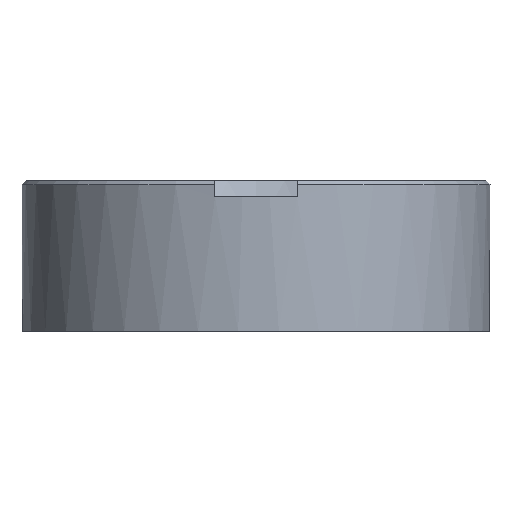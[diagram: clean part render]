
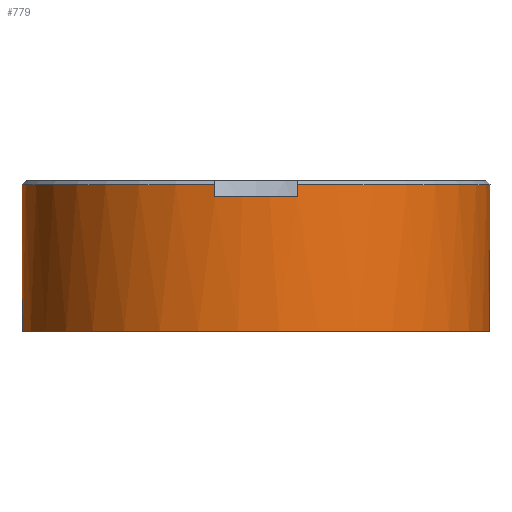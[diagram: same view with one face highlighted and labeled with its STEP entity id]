
A CAD part, left-side view. The second image highlights one B-rep face of the part: STEP entity #779.
In plain terms, the highlighted cylindrical face has radius 22.8 mm (diameter 45.6 mm), a full revolution.
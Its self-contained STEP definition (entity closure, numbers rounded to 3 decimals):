
#105 = VERTEX_POINT('',#106);
#106 = CARTESIAN_POINT('',(14.687,17.439,15.6));
#113 = EDGE_CURVE('',#105,#114,#116,.T.);
#114 = VERTEX_POINT('',#115);
#115 = CARTESIAN_POINT('',(14.687,17.439,14.4));
#116 = LINE('',#117,#118);
#117 = CARTESIAN_POINT('',(14.687,17.439,
    0.));
#118 = VECTOR('',#119,1.);
#119 = DIRECTION('',(-0.,-0.,-1.));
#171 = VERTEX_POINT('',#172);
#172 = CARTESIAN_POINT('',(22.8,0.,15.6));
#180 = EDGE_CURVE('',#171,#105,#181,.T.);
#181 = CIRCLE('',#182,22.8);
#182 = AXIS2_PLACEMENT_3D('',#183,#184,#185);
#183 = CARTESIAN_POINT('',(0.,0.,15.6));
#184 = DIRECTION('',(0.,0.,1.));
#185 = DIRECTION('',(1.,0.,0.));
#254 = VERTEX_POINT('',#255);
#255 = CARTESIAN_POINT('',(14.687,-17.439,15.6));
#264 = EDGE_CURVE('',#254,#171,#265,.T.);
#265 = CIRCLE('',#266,22.8);
#266 = AXIS2_PLACEMENT_3D('',#267,#268,#269);
#267 = CARTESIAN_POINT('',(0.,0.,15.6));
#268 = DIRECTION('',(-0.,0.,1.));
#269 = DIRECTION('',(0.644,-0.765,0.));
#721 = VERTEX_POINT('',#722);
#722 = CARTESIAN_POINT('',(14.687,-17.439,14.4));
#728 = EDGE_CURVE('',#254,#721,#729,.T.);
#729 = LINE('',#730,#731);
#730 = CARTESIAN_POINT('',(14.687,-17.439,
    0.));
#731 = VECTOR('',#732,1.);
#732 = DIRECTION('',(-0.,-0.,-1.));
#779 = ADVANCED_FACE('',(#780),#911,.T.);
#780 = FACE_BOUND('',#781,.F.);
#781 = EDGE_LOOP('',(#782,#783,#791,#800,#808,#817,#825,#832,#833,#834,
    #835,#844,#852,#861,#869,#878,#886,#895,#903,#910));
#782 = ORIENTED_EDGE('',*,*,#264,.T.);
#783 = ORIENTED_EDGE('',*,*,#784,.F.);
#784 = EDGE_CURVE('',#785,#171,#787,.T.);
#785 = VERTEX_POINT('',#786);
#786 = CARTESIAN_POINT('',(22.8,0.,10.));
#787 = LINE('',#788,#789);
#788 = CARTESIAN_POINT('',(22.8,0.,0.));
#789 = VECTOR('',#790,1.);
#790 = DIRECTION('',(0.,0.,1.));
#791 = ORIENTED_EDGE('',*,*,#792,.T.);
#792 = EDGE_CURVE('',#785,#793,#795,.T.);
#793 = VERTEX_POINT('',#794);
#794 = CARTESIAN_POINT('',(13.169,-18.612,10.));
#795 = CIRCLE('',#796,22.8);
#796 = AXIS2_PLACEMENT_3D('',#797,#798,#799);
#797 = CARTESIAN_POINT('',(0.,0.,10.));
#798 = DIRECTION('',(0.,0.,-1.));
#799 = DIRECTION('',(1.,0.,0.));
#800 = ORIENTED_EDGE('',*,*,#801,.F.);
#801 = EDGE_CURVE('',#802,#793,#804,.T.);
#802 = VERTEX_POINT('',#803);
#803 = CARTESIAN_POINT('',(13.169,-18.612,1.3));
#804 = LINE('',#805,#806);
#805 = CARTESIAN_POINT('',(13.169,-18.612,0.));
#806 = VECTOR('',#807,1.);
#807 = DIRECTION('',(0.,0.,1.));
#808 = ORIENTED_EDGE('',*,*,#809,.T.);
#809 = EDGE_CURVE('',#802,#810,#812,.T.);
#810 = VERTEX_POINT('',#811);
#811 = CARTESIAN_POINT('',(15.839,16.4,1.3));
#812 = CIRCLE('',#813,22.8);
#813 = AXIS2_PLACEMENT_3D('',#814,#815,#816);
#814 = CARTESIAN_POINT('',(0.,0.,1.3));
#815 = DIRECTION('',(0.,0.,-1.));
#816 = DIRECTION('',(1.,0.,0.));
#817 = ORIENTED_EDGE('',*,*,#818,.T.);
#818 = EDGE_CURVE('',#810,#819,#821,.T.);
#819 = VERTEX_POINT('',#820);
#820 = CARTESIAN_POINT('',(15.839,16.4,10.));
#821 = LINE('',#822,#823);
#822 = CARTESIAN_POINT('',(15.839,16.4,0.));
#823 = VECTOR('',#824,1.);
#824 = DIRECTION('',(0.,0.,1.));
#825 = ORIENTED_EDGE('',*,*,#826,.T.);
#826 = EDGE_CURVE('',#819,#785,#827,.T.);
#827 = CIRCLE('',#828,22.8);
#828 = AXIS2_PLACEMENT_3D('',#829,#830,#831);
#829 = CARTESIAN_POINT('',(0.,0.,10.));
#830 = DIRECTION('',(0.,0.,-1.));
#831 = DIRECTION('',(1.,0.,0.));
#832 = ORIENTED_EDGE('',*,*,#784,.T.);
#833 = ORIENTED_EDGE('',*,*,#180,.T.);
#834 = ORIENTED_EDGE('',*,*,#113,.T.);
#835 = ORIENTED_EDGE('',*,*,#836,.F.);
#836 = EDGE_CURVE('',#837,#114,#839,.T.);
#837 = VERTEX_POINT('',#838);
#838 = CARTESIAN_POINT('',(7.759,21.439,14.4));
#839 = CIRCLE('',#840,22.8);
#840 = AXIS2_PLACEMENT_3D('',#841,#842,#843);
#841 = CARTESIAN_POINT('',(0.,0.,14.4));
#842 = DIRECTION('',(0.,0.,-1.));
#843 = DIRECTION('',(1.,0.,0.));
#844 = ORIENTED_EDGE('',*,*,#845,.F.);
#845 = EDGE_CURVE('',#846,#837,#848,.T.);
#846 = VERTEX_POINT('',#847);
#847 = CARTESIAN_POINT('',(7.759,21.439,15.6));
#848 = LINE('',#849,#850);
#849 = CARTESIAN_POINT('',(7.759,21.439,
    0.));
#850 = VECTOR('',#851,1.);
#851 = DIRECTION('',(-0.,-0.,-1.));
#852 = ORIENTED_EDGE('',*,*,#853,.T.);
#853 = EDGE_CURVE('',#846,#854,#856,.T.);
#854 = VERTEX_POINT('',#855);
#855 = CARTESIAN_POINT('',(-22.446,4.,15.6));
#856 = CIRCLE('',#857,22.8);
#857 = AXIS2_PLACEMENT_3D('',#858,#859,#860);
#858 = CARTESIAN_POINT('',(0.,0.,15.6));
#859 = DIRECTION('',(0.,-0.,1.));
#860 = DIRECTION('',(0.34,0.94,0.));
#861 = ORIENTED_EDGE('',*,*,#862,.T.);
#862 = EDGE_CURVE('',#854,#863,#865,.T.);
#863 = VERTEX_POINT('',#864);
#864 = CARTESIAN_POINT('',(-22.446,4.,14.4));
#865 = LINE('',#866,#867);
#866 = CARTESIAN_POINT('',(-22.446,4.,0.));
#867 = VECTOR('',#868,1.);
#868 = DIRECTION('',(-0.,-0.,-1.));
#869 = ORIENTED_EDGE('',*,*,#870,.F.);
#870 = EDGE_CURVE('',#871,#863,#873,.T.);
#871 = VERTEX_POINT('',#872);
#872 = CARTESIAN_POINT('',(-22.446,-4.,14.4));
#873 = CIRCLE('',#874,22.8);
#874 = AXIS2_PLACEMENT_3D('',#875,#876,#877);
#875 = CARTESIAN_POINT('',(0.,0.,14.4));
#876 = DIRECTION('',(0.,0.,-1.));
#877 = DIRECTION('',(1.,0.,0.));
#878 = ORIENTED_EDGE('',*,*,#879,.F.);
#879 = EDGE_CURVE('',#880,#871,#882,.T.);
#880 = VERTEX_POINT('',#881);
#881 = CARTESIAN_POINT('',(-22.446,-4.,15.6));
#882 = LINE('',#883,#884);
#883 = CARTESIAN_POINT('',(-22.446,-4.,0.));
#884 = VECTOR('',#885,1.);
#885 = DIRECTION('',(-0.,-0.,-1.));
#886 = ORIENTED_EDGE('',*,*,#887,.T.);
#887 = EDGE_CURVE('',#880,#888,#890,.T.);
#888 = VERTEX_POINT('',#889);
#889 = CARTESIAN_POINT('',(7.759,-21.439,15.6));
#890 = CIRCLE('',#891,22.8);
#891 = AXIS2_PLACEMENT_3D('',#892,#893,#894);
#892 = CARTESIAN_POINT('',(0.,0.,15.6));
#893 = DIRECTION('',(0.,0.,1.));
#894 = DIRECTION('',(-0.984,-0.175,0.));
#895 = ORIENTED_EDGE('',*,*,#896,.T.);
#896 = EDGE_CURVE('',#888,#897,#899,.T.);
#897 = VERTEX_POINT('',#898);
#898 = CARTESIAN_POINT('',(7.759,-21.439,14.4));
#899 = LINE('',#900,#901);
#900 = CARTESIAN_POINT('',(7.759,-21.439,
    0.));
#901 = VECTOR('',#902,1.);
#902 = DIRECTION('',(-0.,-0.,-1.));
#903 = ORIENTED_EDGE('',*,*,#904,.F.);
#904 = EDGE_CURVE('',#721,#897,#905,.T.);
#905 = CIRCLE('',#906,22.8);
#906 = AXIS2_PLACEMENT_3D('',#907,#908,#909);
#907 = CARTESIAN_POINT('',(0.,0.,14.4));
#908 = DIRECTION('',(0.,0.,-1.));
#909 = DIRECTION('',(1.,0.,0.));
#910 = ORIENTED_EDGE('',*,*,#728,.F.);
#911 = CYLINDRICAL_SURFACE('',#912,22.8);
#912 = AXIS2_PLACEMENT_3D('',#913,#914,#915);
#913 = CARTESIAN_POINT('',(0.,0.,0.));
#914 = DIRECTION('',(-0.,-0.,-1.));
#915 = DIRECTION('',(1.,0.,0.));
